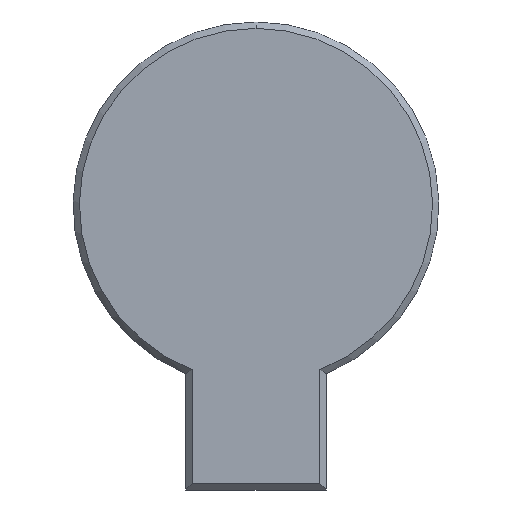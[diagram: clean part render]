
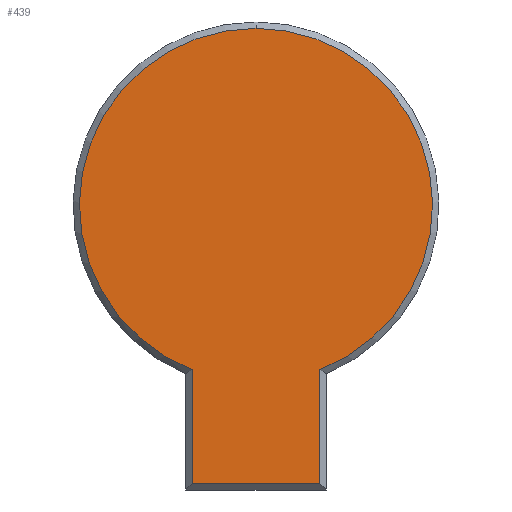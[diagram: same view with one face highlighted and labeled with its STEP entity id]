
A CAD part, front view. The second image highlights one B-rep face of the part: STEP entity #439.
In plain terms, the highlighted planar face has unit normal (0, -1, 0).
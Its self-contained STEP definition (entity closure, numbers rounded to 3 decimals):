
#3 = ORIENTED_EDGE ( 'NONE', *, *, #412, .T. ) ;
#7 = ORIENTED_EDGE ( 'NONE', *, *, #35, .T. ) ;
#8 = VERTEX_POINT ( 'NONE', #289 ) ;
#31 = CARTESIAN_POINT ( 'NONE',  ( -7.5, 0., -19.347 ) ) ;
#35 = EDGE_CURVE ( 'NONE', #95, #59, #227, .T. ) ;
#36 = CARTESIAN_POINT ( 'NONE',  ( 7.5, 0., 0. ) ) ;
#37 = ORIENTED_EDGE ( 'NONE', *, *, #100, .T. ) ;
#59 = VERTEX_POINT ( 'NONE', #154 ) ;
#64 = CARTESIAN_POINT ( 'NONE',  ( 0., 0., 0. ) ) ;
#75 = DIRECTION ( 'NONE',  ( 0., 0., 1. ) ) ;
#95 = VERTEX_POINT ( 'NONE', #158 ) ;
#100 = EDGE_CURVE ( 'NONE', #183, #8, #471, .T. ) ;
#116 = LINE ( 'NONE', #296, #420 ) ;
#125 = CARTESIAN_POINT ( 'NONE',  ( 0., 0., 0. ) ) ;
#154 = CARTESIAN_POINT ( 'NONE',  ( 0., 0., 20.75 ) ) ;
#158 = CARTESIAN_POINT ( 'NONE',  ( 7.5, 0., -19.347 ) ) ;
#159 = DIRECTION ( 'NONE',  ( 0., 0., 1. ) ) ;
#168 = DIRECTION ( 'NONE',  ( 0., 0., -1. ) ) ;
#183 = VERTEX_POINT ( 'NONE', #31 ) ;
#205 = CARTESIAN_POINT ( 'NONE',  ( 0., 0., 0. ) ) ;
#227 = CIRCLE ( 'NONE', #456, 20.75 ) ;
#246 = DIRECTION ( 'NONE',  ( 0., 0., 1. ) ) ;
#252 = FACE_OUTER_BOUND ( 'NONE', #566, .T. ) ;
#257 = VECTOR ( 'NONE', #75, 1000. ) ;
#263 = DIRECTION ( 'NONE',  ( 0., 0., 1. ) ) ;
#289 = CARTESIAN_POINT ( 'NONE',  ( -7.5, 0., -32.75 ) ) ;
#296 = CARTESIAN_POINT ( 'NONE',  ( 0., 0., -32.75 ) ) ;
#300 = VECTOR ( 'NONE', #168, 1000. ) ;
#319 = ORIENTED_EDGE ( 'NONE', *, *, #384, .T. ) ;
#323 = AXIS2_PLACEMENT_3D ( 'NONE', #125, #385, #263 ) ;
#378 = DIRECTION ( 'NONE',  ( 0., 1., 0. ) ) ;
#384 = EDGE_CURVE ( 'NONE', #59, #183, #502, .T. ) ;
#385 = DIRECTION ( 'NONE',  ( 0., -1., 0. ) ) ;
#412 = EDGE_CURVE ( 'NONE', #542, #95, #436, .T. ) ;
#420 = VECTOR ( 'NONE', #469, 1000. ) ;
#426 = PLANE ( 'NONE',  #565 ) ;
#436 = LINE ( 'NONE', #36, #257 ) ;
#439 = ADVANCED_FACE ( 'NONE', ( #252 ), #426, .F. ) ;
#449 = EDGE_CURVE ( 'NONE', #8, #542, #116, .T. ) ;
#456 = AXIS2_PLACEMENT_3D ( 'NONE', #64, #461, #246 ) ;
#461 = DIRECTION ( 'NONE',  ( 0., -1., 0. ) ) ;
#469 = DIRECTION ( 'NONE',  ( 1., 0., 0. ) ) ;
#471 = LINE ( 'NONE', #476, #300 ) ;
#476 = CARTESIAN_POINT ( 'NONE',  ( -7.5, 0., 0. ) ) ;
#485 = CARTESIAN_POINT ( 'NONE',  ( 7.5, 0., -32.75 ) ) ;
#494 = ORIENTED_EDGE ( 'NONE', *, *, #449, .T. ) ;
#502 = CIRCLE ( 'NONE', #323, 20.75 ) ;
#542 = VERTEX_POINT ( 'NONE', #485 ) ;
#565 = AXIS2_PLACEMENT_3D ( 'NONE', #205, #378, #159 ) ;
#566 = EDGE_LOOP ( 'NONE', ( #494, #3, #7, #319, #37 ) ) ;
